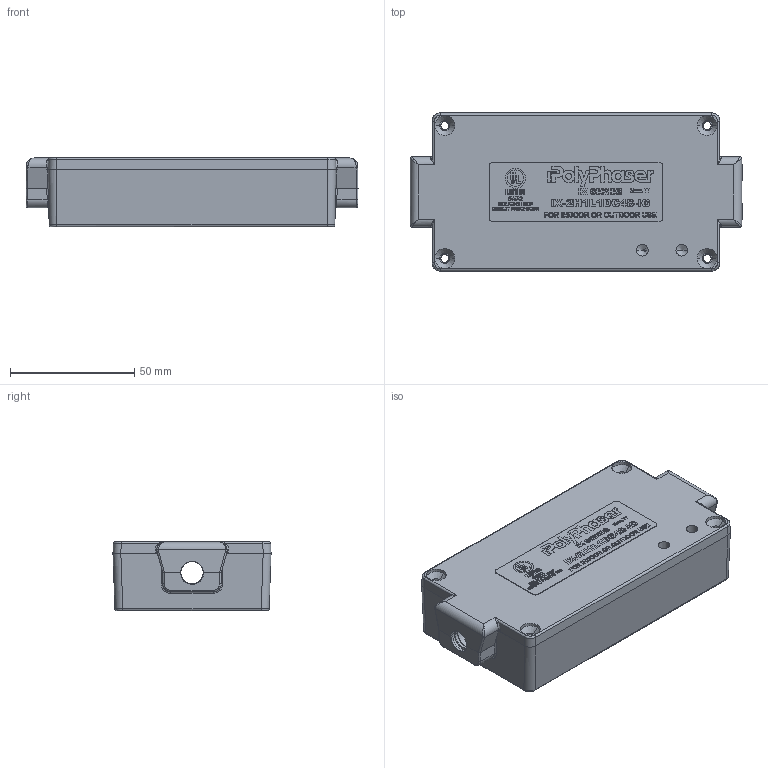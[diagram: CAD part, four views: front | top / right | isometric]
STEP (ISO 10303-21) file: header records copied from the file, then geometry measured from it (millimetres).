
FILE_DESCRIPTION (( 'STEP AP214' ), '1' );
FILE_NAME ('IX-2H1L1DC48-IG.STEP', '2019-07-30T15:57:23', ( '' ), ( '' ), 'SwSTEP 2.0', 'SolidWorks 2019', '' );
FILE_SCHEMA (( 'AUTOMOTIVE_DESIGN' ));
Length unit declared in the file: inch
Products named in the file (14): 7020-3278; 5331-0012; 7020-3028; 5331-0013; 9500-0041; 5331-0013-01; 5331-0012-01; 7040-0109; IX-2H1L1DC48-IG
Assembly tree (8 placements, depth 4):
  7020-3278
  5331-0012
  5331-0013
  7040-0109
  IX-2H1L1DC48-IG
    9500-0041
      5331-0013-01
        5331-0013
      7040-0109
    5331-0012-01
      5331-0012
    7020-3028
    7020-3278
Bounding box: 133.35 x 63.5 x 27.9 mm (x, y, z)
Volume: 85224.3 mm3; surface area: 65146.7 mm2
Topology: 5 solids, 5 shells, 4831 faces, 12933 edges, 8493 vertices
Faces by surface type: plane 3125, bspline 1266, cylinder 400, cone 40
Entity records: 258791 total; most frequent: CARTESIAN_POINT 102346, ORIENTED_EDGE 25790, DIRECTION 18150, EDGE_CURVE 12895, LINE 9560, VECTOR 9560, VERTEX_POINT 8493, EDGE_LOOP 5272
